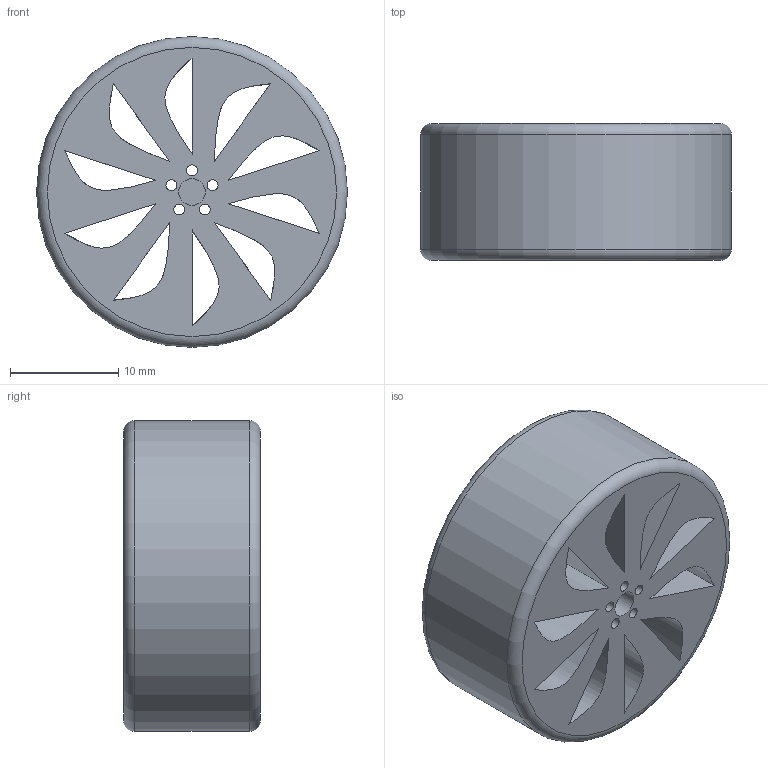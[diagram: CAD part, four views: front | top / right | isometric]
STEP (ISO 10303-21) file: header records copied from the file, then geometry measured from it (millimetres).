
FILE_DESCRIPTION(/* description */ (''),/* implementation_level */ '2;1');
FILE_NAME(/* name */ 'Aerodynamic Wheel 4 v2.step',/* time_stamp */ '2024-07-02T20:33:39-07:00',/* author */ (''),/* organization */ (''),/* preprocessor_version */ 'ST-DEVELOPER v20',/* originating_system */ 'Autodesk Translation Framework v13.14.0.145',/* authorisation */ '');
FILE_SCHEMA (('AUTOMOTIVE_DESIGN { 1 0 10303 214 3 1 1 }'));
Length unit declared in the file: millimetre
Products named in the file (1): Aerodynamic Wheel 4
Bounding box: 28.65 x 12.6 x 28.65 mm (x, y, z)
Volume: 5787.6 mm3; surface area: 4476.8 mm2
Topology: 1 solids, 1 shells, 74 faces, 230 edges, 150 vertices
Faces by surface type: cylinder 28, plane 24, bspline 20, torus 2
Full cylindrical faces by diameter (mm): 1 x5, 2.45 x1, 7 x1, 28.65 x1
Entity records: 4071 total; most frequent: CARTESIAN_POINT 2170, ORIENTED_EDGE 460, DIRECTION 290, EDGE_CURVE 230, VERTEX_POINT 150, AXIS2_PLACEMENT_3D 106, EDGE_LOOP 96, B_SPLINE_CURVE_WITH_KNOTS 91
